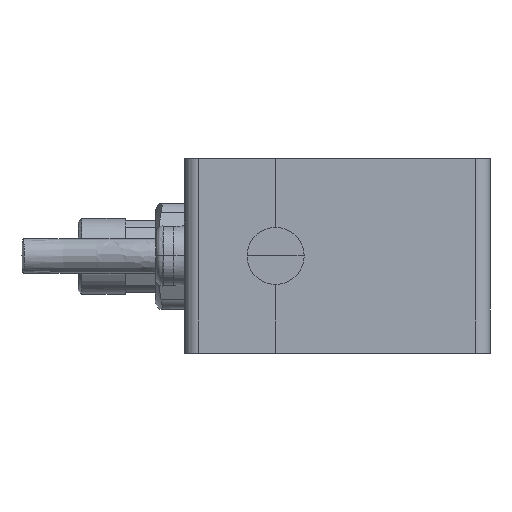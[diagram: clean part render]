
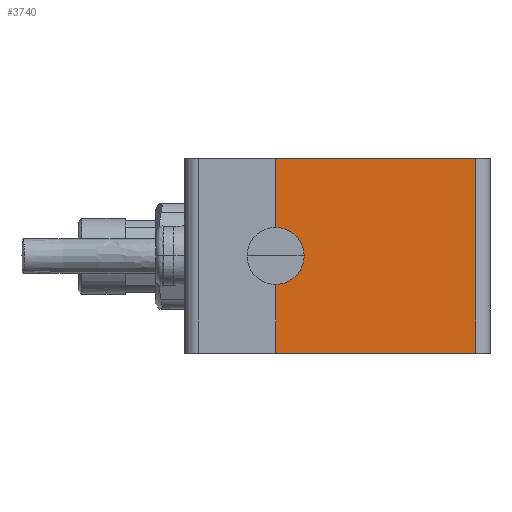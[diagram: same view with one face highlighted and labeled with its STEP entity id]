
A CAD part, top view. The second image highlights one B-rep face of the part: STEP entity #3740.
In plain terms, the highlighted planar face has unit normal (0, 0, 1).
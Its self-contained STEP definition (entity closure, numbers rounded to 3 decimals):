
#246=PLANE($,#4044);
#473=FACE_OUTER_BOUND($,#721,.T.);
#721=EDGE_LOOP($,(#2730,#2731,#2732,#2733));
#1130=LINE($,#6096,#1372);
#1142=LINE($,#6132,#1384);
#1144=LINE($,#6135,#1386);
#1145=LINE($,#6136,#1387);
#1372=VECTOR($,#4588,68.);
#1384=VECTOR($,#4624,68.);
#1386=VECTOR($,#4628,70.);
#1387=VECTOR($,#4629,70.);
#1633=VERTEX_POINT($,#6090);
#1635=VERTEX_POINT($,#6094);
#1646=VERTEX_POINT($,#6129);
#1647=VERTEX_POINT($,#6131);
#2023=EDGE_CURVE($,#1633,#1635,#1130,.T.);
#2041=EDGE_CURVE($,#1647,#1646,#1142,.T.);
#2043=EDGE_CURVE($,#1633,#1646,#1144,.T.);
#2044=EDGE_CURVE($,#1647,#1635,#1145,.T.);
#2730=ORIENTED_EDGE($,*,*,#2043,.F.);
#2731=ORIENTED_EDGE($,*,*,#2023,.T.);
#2732=ORIENTED_EDGE($,*,*,#2044,.F.);
#2733=ORIENTED_EDGE($,*,*,#2041,.T.);
#3740=ADVANCED_FACE($,(#473),#246,.T.);
#4044=AXIS2_PLACEMENT_3D($,#6134,#4626,#4627);
#4588=DIRECTION($,(0.,1.,0.));
#4624=DIRECTION($,(0.,-1.,0.));
#4626=DIRECTION('center_axis',(0.,0.,1.));
#4627=DIRECTION('ref_axis',(0.,1.,0.));
#4628=DIRECTION($,(-1.,0.,0.));
#4629=DIRECTION($,(1.,0.,0.));
#6090=CARTESIAN_POINT('',(70.,-34.,100.5));
#6094=CARTESIAN_POINT('',(70.,34.,100.5));
#6096=CARTESIAN_POINT($,(70.,-34.,100.5));
#6129=CARTESIAN_POINT('',(0.,-34.,100.5));
#6131=CARTESIAN_POINT('',(0.,34.,100.5));
#6132=CARTESIAN_POINT($,(0.,34.,100.5));
#6134=CARTESIAN_POINT('Origin',(70.,-34.,100.5));
#6135=CARTESIAN_POINT($,(70.,-34.,100.5));
#6136=CARTESIAN_POINT($,(0.,34.,100.5));
